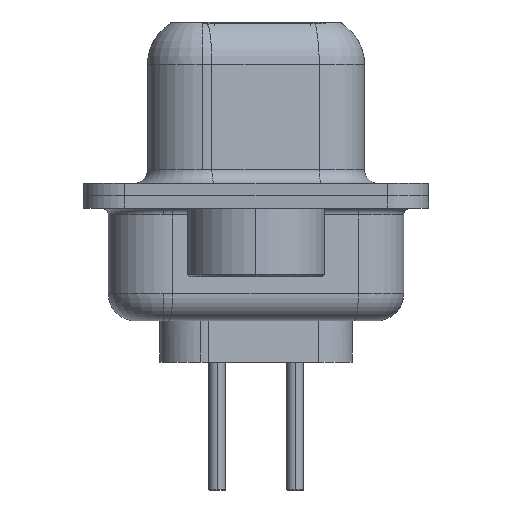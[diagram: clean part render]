
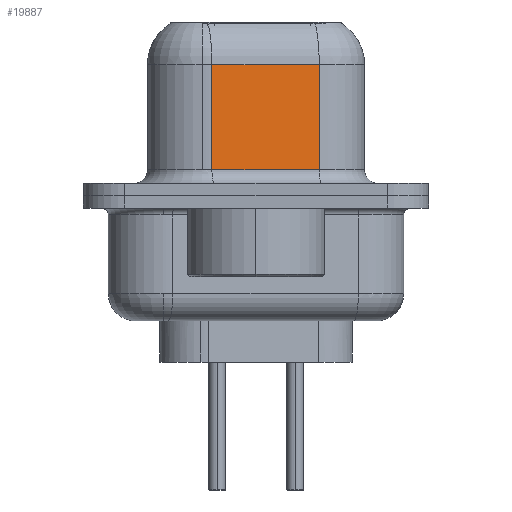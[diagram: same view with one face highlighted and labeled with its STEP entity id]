
A CAD part, left-side view. The second image highlights one B-rep face of the part: STEP entity #19887.
In plain terms, the highlighted planar face has unit normal (-0.985, -0.174, 0).
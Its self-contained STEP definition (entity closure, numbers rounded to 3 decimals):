
#102 = ORIENTED_EDGE ( 'NONE', *, *, #7778, .T. ) ;
#521 = CARTESIAN_POINT ( 'NONE',  ( 5.048, -2.297, 0.95 ) ) ;
#941 = CARTESIAN_POINT ( 'NONE',  ( 5.048, -2.297, 6.52 ) ) ;
#1160 = DIRECTION ( 'NONE',  ( 0.985, 0.174, 0. ) ) ;
#1668 = VECTOR ( 'NONE', #1871, 1000. ) ;
#1871 = DIRECTION ( 'NONE',  ( 0., 0., -1. ) ) ;
#3290 = CARTESIAN_POINT ( 'NONE',  ( 4.36, 1.603, 6.52 ) ) ;
#4300 = LINE ( 'NONE', #20982, #14609 ) ;
#5305 = ORIENTED_EDGE ( 'NONE', *, *, #9318, .F. ) ;
#5795 = LINE ( 'NONE', #521, #12126 ) ;
#5958 = DIRECTION ( 'NONE',  ( -0.174, 0.985, 0. ) ) ;
#6056 = EDGE_CURVE ( 'NONE', #21186, #19483, #11427, .T. ) ;
#6431 = PLANE ( 'NONE',  #13819 ) ;
#7222 = DIRECTION ( 'NONE',  ( 0.174, -0.985, 0. ) ) ;
#7778 = EDGE_CURVE ( 'NONE', #17809, #21186, #4300, .T. ) ;
#8164 = VECTOR ( 'NONE', #18084, 1000. ) ;
#8428 = EDGE_LOOP ( 'NONE', ( #5305, #102, #15837, #11760 ) ) ;
#8643 = EDGE_CURVE ( 'NONE', #19483, #20136, #5795, .T. ) ;
#9318 = EDGE_CURVE ( 'NONE', #17809, #20136, #10438, .T. ) ;
#10438 = LINE ( 'NONE', #15058, #1668 ) ;
#11427 = LINE ( 'NONE', #3290, #8164 ) ;
#11480 = DIRECTION ( 'NONE',  ( -0.174, 0.985, 0. ) ) ;
#11760 = ORIENTED_EDGE ( 'NONE', *, *, #8643, .T. ) ;
#12126 = VECTOR ( 'NONE', #7222, 1000. ) ;
#13819 = AXIS2_PLACEMENT_3D ( 'NONE', #941, #1160, #11480 ) ;
#14609 = VECTOR ( 'NONE', #5958, 1000. ) ;
#15058 = CARTESIAN_POINT ( 'NONE',  ( 5.048, -2.297, 6.52 ) ) ;
#15837 = ORIENTED_EDGE ( 'NONE', *, *, #6056, .T. ) ;
#16723 = CARTESIAN_POINT ( 'NONE',  ( 5.048, -2.297, 0.95 ) ) ;
#17331 = CARTESIAN_POINT ( 'NONE',  ( 4.36, 1.603, 4.77 ) ) ;
#17809 = VERTEX_POINT ( 'NONE', #21088 ) ;
#17936 = FACE_OUTER_BOUND ( 'NONE', #8428, .T. ) ;
#18084 = DIRECTION ( 'NONE',  ( 0., 0., -1. ) ) ;
#19483 = VERTEX_POINT ( 'NONE', #20108 ) ;
#19887 = ADVANCED_FACE ( 'NONE', ( #17936 ), #6431, .F. ) ;
#20108 = CARTESIAN_POINT ( 'NONE',  ( 4.36, 1.603, 0.95 ) ) ;
#20136 = VERTEX_POINT ( 'NONE', #16723 ) ;
#20982 = CARTESIAN_POINT ( 'NONE',  ( 5.048, -2.297, 4.77 ) ) ;
#21088 = CARTESIAN_POINT ( 'NONE',  ( 5.048, -2.297, 4.77 ) ) ;
#21186 = VERTEX_POINT ( 'NONE', #17331 ) ;
